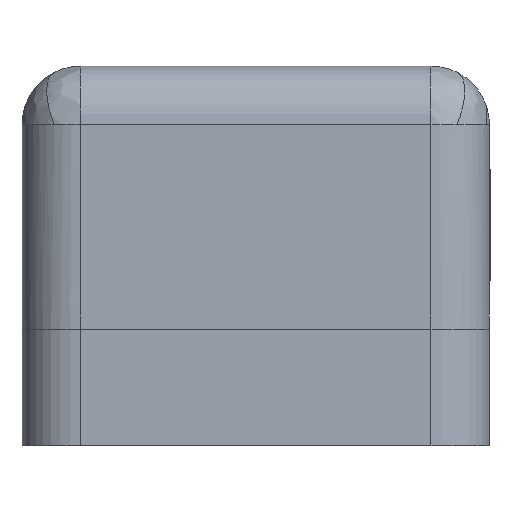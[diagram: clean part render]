
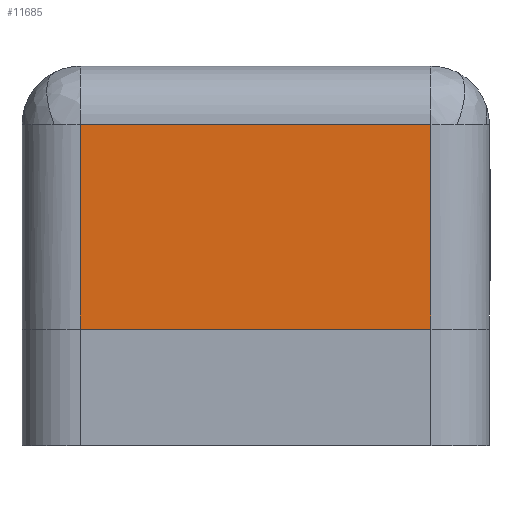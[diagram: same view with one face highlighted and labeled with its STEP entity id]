
A CAD part, front view. The second image highlights one B-rep face of the part: STEP entity #11685.
In plain terms, the highlighted planar face has unit normal (0, -1, 0).
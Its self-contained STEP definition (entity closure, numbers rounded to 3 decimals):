
#257 = CARTESIAN_POINT ( 'NONE',  ( -0.4, -0.8, 0.55 ) ) ;
#748 = CARTESIAN_POINT ( 'NONE',  ( -0.3, -0.8, 0.2 ) ) ;
#958 = CARTESIAN_POINT ( 'NONE',  ( -0.3, -0.8, 0. ) ) ;
#965 = VECTOR ( 'NONE', #11278, 1000. ) ;
#2113 = CARTESIAN_POINT ( 'NONE',  ( -0.4, -0.8, 0. ) ) ;
#2242 = EDGE_CURVE ( 'NONE', #4057, #2534, #7083, .T. ) ;
#2534 = VERTEX_POINT ( 'NONE', #4782 ) ;
#2722 = ORIENTED_EDGE ( 'NONE', *, *, #10085, .T. ) ;
#3034 = DIRECTION ( 'NONE',  ( 0., 0., -1. ) ) ;
#3388 = VECTOR ( 'NONE', #6186, 1000. ) ;
#3914 = PLANE ( 'NONE',  #9656 ) ;
#3996 = ORIENTED_EDGE ( 'NONE', *, *, #2242, .T. ) ;
#4057 = VERTEX_POINT ( 'NONE', #748 ) ;
#4158 = ORIENTED_EDGE ( 'NONE', *, *, #10005, .F. ) ;
#4362 = CARTESIAN_POINT ( 'NONE',  ( 0., -0.8, 0.2 ) ) ;
#4703 = CARTESIAN_POINT ( 'NONE',  ( 0.3, -0.8, 0.55 ) ) ;
#4732 = CARTESIAN_POINT ( 'NONE',  ( 0.3, -0.8, 0. ) ) ;
#4782 = CARTESIAN_POINT ( 'NONE',  ( 0.3, -0.8, 0.2 ) ) ;
#5755 = VECTOR ( 'NONE', #10199, 1000. ) ;
#5878 = CARTESIAN_POINT ( 'NONE',  ( -0.3, -0.8, 0.55 ) ) ;
#6030 = LINE ( 'NONE', #4732, #5755 ) ;
#6186 = DIRECTION ( 'NONE',  ( 1., 0., 0. ) ) ;
#6469 = DIRECTION ( 'NONE',  ( 0., 0., -1. ) ) ;
#6977 = EDGE_CURVE ( 'NONE', #8593, #4057, #7013, .T. ) ;
#7013 = LINE ( 'NONE', #958, #11889 ) ;
#7083 = LINE ( 'NONE', #4362, #3388 ) ;
#8498 = DIRECTION ( 'NONE',  ( 0., -1., 0. ) ) ;
#8593 = VERTEX_POINT ( 'NONE', #5878 ) ;
#9469 = VERTEX_POINT ( 'NONE', #4703 ) ;
#9656 = AXIS2_PLACEMENT_3D ( 'NONE', #2113, #8498, #3034 ) ;
#9916 = FACE_OUTER_BOUND ( 'NONE', #11404, .T. ) ;
#10005 = EDGE_CURVE ( 'NONE', #9469, #2534, #6030, .T. ) ;
#10085 = EDGE_CURVE ( 'NONE', #9469, #8593, #11306, .T. ) ;
#10199 = DIRECTION ( 'NONE',  ( 0., 0., -1. ) ) ;
#10663 = ORIENTED_EDGE ( 'NONE', *, *, #6977, .T. ) ;
#11278 = DIRECTION ( 'NONE',  ( -1., 0., 0. ) ) ;
#11306 = LINE ( 'NONE', #257, #965 ) ;
#11404 = EDGE_LOOP ( 'NONE', ( #2722, #10663, #3996, #4158 ) ) ;
#11685 = ADVANCED_FACE ( 'NONE', ( #9916 ), #3914, .T. ) ;
#11889 = VECTOR ( 'NONE', #6469, 1000. ) ;
